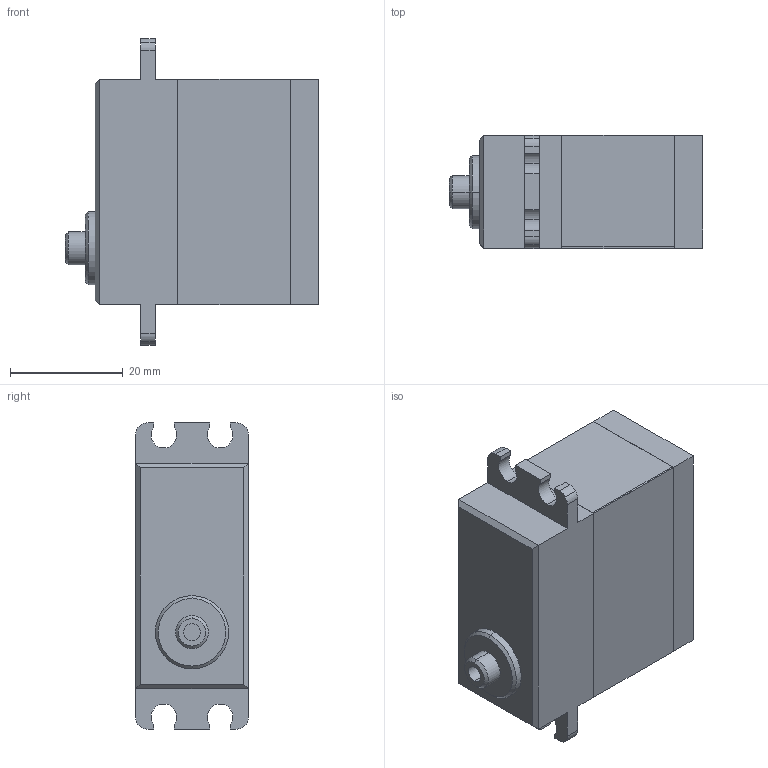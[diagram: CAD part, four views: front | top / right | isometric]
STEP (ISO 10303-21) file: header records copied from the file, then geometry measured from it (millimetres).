
FILE_DESCRIPTION (( 'STEP AP203' ), '1' );
FILE_NAME ('CLS5336HV_Servo_Motor_Default_sldprt.STEP', '2024-07-29T22:25:47', ( '' ), ( '' ), 'SwSTEP 2.0', 'SolidWorks 2023', '' );
FILE_SCHEMA (( 'CONFIG_CONTROL_DESIGN' ));
Length unit declared in the file: millimetre
Products named in the file (1): CLS5336HV_Servo_Motor_Default_sldprt
Bounding box: 44.95 x 20.02 x 54.4 mm (x, y, z)
Volume: 32575.6 mm3; surface area: 7088.1 mm2
Topology: 1 solids, 1 shells, 75 faces, 190 edges, 120 vertices
Faces by surface type: plane 47, cylinder 24, cone 4
Entity records: 2313 total; most frequent: DIRECTION 394, CARTESIAN_POINT 386, ORIENTED_EDGE 380, EDGE_CURVE 190, VECTOR 138, LINE 138, AXIS2_PLACEMENT_3D 128, VERTEX_POINT 120
